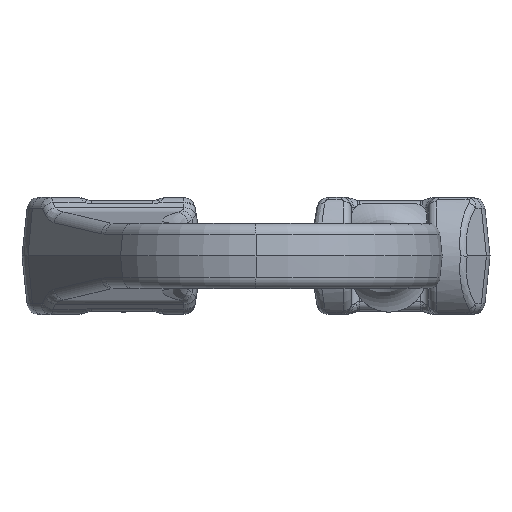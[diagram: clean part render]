
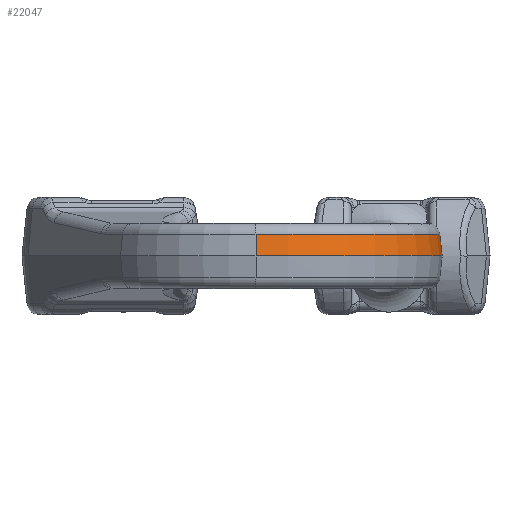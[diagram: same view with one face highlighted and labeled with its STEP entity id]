
A CAD part, front view. The second image highlights one B-rep face of the part: STEP entity #22047.
In plain terms, the highlighted conical face has half-angle 6 degrees and reference radius 34.785 mm.
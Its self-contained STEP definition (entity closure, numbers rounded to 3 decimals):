
#7417=CARTESIAN_POINT('',(34.682,-19.009,3.023));
#7418=CARTESIAN_POINT('',(34.665,-19.021,3.186));
#7419=CARTESIAN_POINT('',(34.629,-19.05,3.527));
#7420=CARTESIAN_POINT('',(34.59,-19.088,3.902));
#7421=CARTESIAN_POINT('',(34.569,-19.108,4.097));
#7423=CARTESIAN_POINT('',(0.,-19.009,0.));
#7424=DIRECTION('',(0.,0.,1.));
#7425=DIRECTION('',(0.,-1.,0.));
#7426=AXIS2_PLACEMENT_3D('',#7423,#7424,#7425);
#7428=DIRECTION('',(0.,0.105,0.995));
#7429=VECTOR('',#7428,4.12);
#7430=CARTESIAN_POINT('',(0.,-54.009,0.));
#7431=LINE('',#7430,#7429);
#7432=CARTESIAN_POINT('',(0.,-19.009,4.097));
#7433=DIRECTION('',(0.,0.,1.));
#7434=DIRECTION('',(0.,-1.,0.));
#7435=AXIS2_PLACEMENT_3D('',#7432,#7433,#7434);
#8752=DIRECTION('',(-0.105,0.,0.995));
#8753=VECTOR('',#8752,3.04);
#8754=CARTESIAN_POINT('',(35.,-19.009,0.));
#8755=LINE('',#8754,#8753);
#9761=CARTESIAN_POINT('',(0.,-54.009,0.));
#9762=VERTEX_POINT('',#9761);
#9763=CARTESIAN_POINT('',(35.,-19.009,0.));
#9764=VERTEX_POINT('',#9763);
#9796=CARTESIAN_POINT('',(0.,-53.578,4.097));
#9798=VERTEX_POINT('',#9796);
#9989=VERTEX_POINT('',#7417);
#9990=VERTEX_POINT('',#7421);
#22031=CARTESIAN_POINT('',(0.,-19.009,2.049));
#22032=DIRECTION('',(0.,0.,-1.));
#22033=DIRECTION('',(-1.,0.,0.));
#22034=AXIS2_PLACEMENT_3D('',#22031,#22032,#22033);
#22035=CONICAL_SURFACE('',#22034,34.785,6.);
#22037=ORIENTED_EDGE('',*,*,#22036,.F.);
#22039=ORIENTED_EDGE('',*,*,#22038,.F.);
#22041=ORIENTED_EDGE('',*,*,#22040,.F.);
#22043=ORIENTED_EDGE('',*,*,#22042,.T.);
#22044=ORIENTED_EDGE('',*,*,#22020,.T.);
#22045=EDGE_LOOP('',(#22037,#22039,#22041,#22043,#22044));
#22046=FACE_OUTER_BOUND('',#22045,.F.);
#22047=ADVANCED_FACE('',(#22046),#22035,.T.);
#7422=B_SPLINE_CURVE_WITH_KNOTS('',3,(#7417,#7418,#7419,#7420,#7421),
.UNSPECIFIED.,.F.,.F.,(4,1,4),(0.,0.5,1.),.UNSPECIFIED.);
#7427=CIRCLE('',#7426,35.);
#7436=CIRCLE('',#7435,34.569);
#22020=EDGE_CURVE('',#9798,#9990,#7436,.T.);
#22036=EDGE_CURVE('',#9989,#9990,#7422,.T.);
#22038=EDGE_CURVE('',#9764,#9989,#8755,.T.);
#22040=EDGE_CURVE('',#9762,#9764,#7427,.T.);
#22042=EDGE_CURVE('',#9762,#9798,#7431,.T.);
